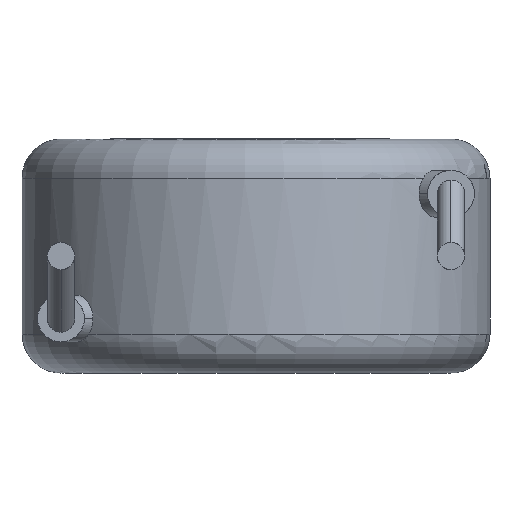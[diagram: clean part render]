
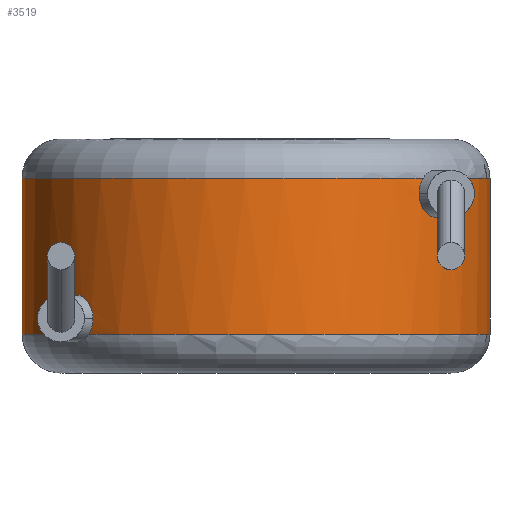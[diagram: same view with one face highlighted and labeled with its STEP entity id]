
A CAD part, front view. The second image highlights one B-rep face of the part: STEP entity #3519.
In plain terms, the highlighted cylindrical face has radius 6 mm (diameter 12 mm), a partial arc.
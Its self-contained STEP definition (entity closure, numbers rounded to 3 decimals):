
#44 = B_SPLINE_CURVE_WITH_KNOTS ( 'NONE', 3,
 ( #1748, #1445, #565, #226, #1766, #892, #877, #2080, #522, #2645 ),
 .UNSPECIFIED., .F., .F.,
 ( 4, 2, 2, 2, 4 ),
 ( 0.002, 0.002, 0.003, 0.003, 0.004 ),
 .UNSPECIFIED. ) ;
#62 = CARTESIAN_POINT ( 'NONE',  ( -4.787, -3.618, 1.934 ) ) ;
#65 = VERTEX_POINT ( 'NONE', #3600 ) ;
#95 = DIRECTION ( 'NONE',  ( 0., 0., 1. ) ) ;
#129 = DIRECTION ( 'NONE',  ( 0., 0., -1. ) ) ;
#165 = CARTESIAN_POINT ( 'NONE',  ( 4.866, -3.51, 5. ) ) ;
#181 = CARTESIAN_POINT ( 'NONE',  ( -4.18, -4.304, 1.255 ) ) ;
#226 = CARTESIAN_POINT ( 'NONE',  ( 4.787, -3.618, 4.066 ) ) ;
#244 = VECTOR ( 'NONE', #1863, 1000. ) ;
#264 = VERTEX_POINT ( 'NONE', #1471 ) ;
#311 = VERTEX_POINT ( 'NONE', #2780 ) ;
#370 = EDGE_CURVE ( 'NONE', #65, #3102, #3699, .T. ) ;
#382 = CARTESIAN_POINT ( 'NONE',  ( -6., 0., 6. ) ) ;
#403 = LINE ( 'NONE', #382, #244 ) ;
#415 = VERTEX_POINT ( 'NONE', #3122 ) ;
#518 = ORIENTED_EDGE ( 'NONE', *, *, #688, .T. ) ;
#520 = ORIENTED_EDGE ( 'NONE', *, *, #2076, .T. ) ;
#522 = CARTESIAN_POINT ( 'NONE',  ( 4.18, -4.304, 4.441 ) ) ;
#523 = CYLINDRICAL_SURFACE ( 'NONE', #685, 6. ) ;
#542 = CARTESIAN_POINT ( 'NONE',  ( 4.18, -4.304, 4.6 ) ) ;
#565 = CARTESIAN_POINT ( 'NONE',  ( 4.919, -3.438, 4.286 ) ) ;
#572 = CARTESIAN_POINT ( 'NONE',  ( 6., 0., 6. ) ) ;
#630 = CARTESIAN_POINT ( 'NONE',  ( -4.866, -3.51, 1. ) ) ;
#666 = ORIENTED_EDGE ( 'NONE', *, *, #3753, .T. ) ;
#685 = AXIS2_PLACEMENT_3D ( 'NONE', #1427, #3802, #2023 ) ;
#688 = EDGE_CURVE ( 'NONE', #940, #2035, #905, .T. ) ;
#718 = ORIENTED_EDGE ( 'NONE', *, *, #2430, .T. ) ;
#728 = CARTESIAN_POINT ( 'NONE',  ( -4.956, -3.383, 1.4 ) ) ;
#742 = CARTESIAN_POINT ( 'NONE',  ( 4.918, -3.438, 4.883 ) ) ;
#799 = CARTESIAN_POINT ( 'NONE',  ( 4.956, -3.383, 4.6 ) ) ;
#814 = DIRECTION ( 'NONE',  ( 0., 0., -1. ) ) ;
#877 = CARTESIAN_POINT ( 'NONE',  ( 4.383, -4.099, 4.064 ) ) ;
#892 = CARTESIAN_POINT ( 'NONE',  ( 4.489, -3.985, 3.999 ) ) ;
#905 = CIRCLE ( 'NONE', #1417, 6. ) ;
#940 = VERTEX_POINT ( 'NONE', #3251 ) ;
#962 = CARTESIAN_POINT ( 'NONE',  ( 0., 0., 1. ) ) ;
#978 = CARTESIAN_POINT ( 'NONE',  ( 0., 0., 1. ) ) ;
#1004 = VERTEX_POINT ( 'NONE', #542 ) ;
#1010 = EDGE_CURVE ( 'NONE', #415, #1004, #44, .T. ) ;
#1022 = CARTESIAN_POINT ( 'NONE',  ( -4.18, -4.304, 1.4 ) ) ;
#1055 = B_SPLINE_CURVE_WITH_KNOTS ( 'NONE', 3,
 ( #3061, #1563, #2817, #2775, #1922, #3117 ),
 .UNSPECIFIED., .F., .F.,
 ( 4, 2, 4 ),
 ( 0., 0., 0. ),
 .UNSPECIFIED. ) ;
#1106 = CARTESIAN_POINT ( 'NONE',  ( -4.924, -3.429, 1.109 ) ) ;
#1122 = FACE_OUTER_BOUND ( 'NONE', #2901, .T. ) ;
#1145 = CARTESIAN_POINT ( 'NONE',  ( -4.956, -3.383, 1.4 ) ) ;
#1220 = CARTESIAN_POINT ( 'NONE',  ( 4.289, -4.196, 5. ) ) ;
#1239 = ORIENTED_EDGE ( 'NONE', *, *, #2652, .F. ) ;
#1243 = B_SPLINE_CURVE_WITH_KNOTS ( 'NONE', 3,
 ( #165, #3483, #742, #3774, #2289, #799 ),
 .UNSPECIFIED., .F., .F.,
 ( 4, 2, 4 ),
 ( 0.001, 0.002, 0.002 ),
 .UNSPECIFIED. ) ;
#1253 = ORIENTED_EDGE ( 'NONE', *, *, #1010, .T. ) ;
#1315 = AXIS2_PLACEMENT_3D ( 'NONE', #3077, #129, #1558 ) ;
#1319 = CARTESIAN_POINT ( 'NONE',  ( -4.227, -4.259, 1.714 ) ) ;
#1324 = EDGE_CURVE ( 'NONE', #311, #1964, #2097, .T. ) ;
#1333 = CARTESIAN_POINT ( 'NONE',  ( 6., 0., 5. ) ) ;
#1339 = B_SPLINE_CURVE_WITH_KNOTS ( 'NONE', 3,
 ( #3533, #181, #2566, #2861 ),
 .UNSPECIFIED., .F., .F.,
 ( 4, 4 ),
 ( 0.002, 0.003 ),
 .UNSPECIFIED. ) ;
#1396 = ORIENTED_EDGE ( 'NONE', *, *, #370, .T. ) ;
#1417 = AXIS2_PLACEMENT_3D ( 'NONE', #978, #95, #3060 ) ;
#1427 = CARTESIAN_POINT ( 'NONE',  ( 0., 0., 6. ) ) ;
#1428 = EDGE_CURVE ( 'NONE', #1964, #65, #3357, .T. ) ;
#1445 = CARTESIAN_POINT ( 'NONE',  ( 4.956, -3.383, 4.443 ) ) ;
#1471 = CARTESIAN_POINT ( 'NONE',  ( 4.866, -3.51, 5. ) ) ;
#1488 = CARTESIAN_POINT ( 'NONE',  ( 0., 0., 5. ) ) ;
#1490 = CARTESIAN_POINT ( 'NONE',  ( -4.956, -3.383, 1.254 ) ) ;
#1550 = CARTESIAN_POINT ( 'NONE',  ( -4.956, -3.383, 1.558 ) ) ;
#1552 = VECTOR ( 'NONE', #814, 1000. ) ;
#1558 = DIRECTION ( 'NONE',  ( 1., 0., 0. ) ) ;
#1563 = CARTESIAN_POINT ( 'NONE',  ( 4.18, -4.304, 4.674 ) ) ;
#1590 = DIRECTION ( 'NONE',  ( 1., 0., 0. ) ) ;
#1682 = CIRCLE ( 'NONE', #3682, 6. ) ;
#1748 = CARTESIAN_POINT ( 'NONE',  ( 4.956, -3.383, 4.6 ) ) ;
#1766 = CARTESIAN_POINT ( 'NONE',  ( 4.693, -3.742, 4.001 ) ) ;
#1772 = CARTESIAN_POINT ( 'NONE',  ( -4.866, -3.51, 1. ) ) ;
#1826 = DIRECTION ( 'NONE',  ( 0., 0., -1. ) ) ;
#1863 = DIRECTION ( 'NONE',  ( 0., 0., -1. ) ) ;
#1919 = ORIENTED_EDGE ( 'NONE', *, *, #1428, .T. ) ;
#1922 = CARTESIAN_POINT ( 'NONE',  ( 4.254, -4.231, 4.946 ) ) ;
#1964 = VERTEX_POINT ( 'NONE', #630 ) ;
#1982 = ORIENTED_EDGE ( 'NONE', *, *, #1324, .T. ) ;
#2023 = DIRECTION ( 'NONE',  ( -1., 0., 0. ) ) ;
#2035 = VERTEX_POINT ( 'NONE', #3675 ) ;
#2045 = CARTESIAN_POINT ( 'NONE',  ( -4.18, -4.304, 1.4 ) ) ;
#2071 = ORIENTED_EDGE ( 'NONE', *, *, #3390, .T. ) ;
#2076 = EDGE_CURVE ( 'NONE', #3102, #940, #1339, .T. ) ;
#2080 = CARTESIAN_POINT ( 'NONE',  ( 4.228, -4.259, 4.285 ) ) ;
#2097 = CIRCLE ( 'NONE', #2553, 6. ) ;
#2157 = CARTESIAN_POINT ( 'NONE',  ( -4.489, -3.984, 2. ) ) ;
#2264 = VERTEX_POINT ( 'NONE', #1333 ) ;
#2289 = CARTESIAN_POINT ( 'NONE',  ( 4.956, -3.383, 4.673 ) ) ;
#2359 = DIRECTION ( 'NONE',  ( 1., 0., 0. ) ) ;
#2378 = ORIENTED_EDGE ( 'NONE', *, *, #3334, .T. ) ;
#2430 = EDGE_CURVE ( 'NONE', #2264, #264, #1682, .T. ) ;
#2466 = DIRECTION ( 'NONE',  ( 0., 0., 1. ) ) ;
#2480 = CARTESIAN_POINT ( 'NONE',  ( -4.692, -3.743, 2. ) ) ;
#2542 = ORIENTED_EDGE ( 'NONE', *, *, #3856, .T. ) ;
#2553 = AXIS2_PLACEMENT_3D ( 'NONE', #962, #2466, #1590 ) ;
#2566 = CARTESIAN_POINT ( 'NONE',  ( -4.22, -4.266, 1.11 ) ) ;
#2645 = CARTESIAN_POINT ( 'NONE',  ( 4.18, -4.304, 4.6 ) ) ;
#2652 = EDGE_CURVE ( 'NONE', #2264, #2035, #3476, .T. ) ;
#2758 = CARTESIAN_POINT ( 'NONE',  ( -4.918, -3.438, 1.714 ) ) ;
#2775 = CARTESIAN_POINT ( 'NONE',  ( 4.227, -4.258, 4.883 ) ) ;
#2780 = CARTESIAN_POINT ( 'NONE',  ( -6., 0., 1. ) ) ;
#2817 = CARTESIAN_POINT ( 'NONE',  ( 4.19, -4.295, 4.746 ) ) ;
#2820 = CARTESIAN_POINT ( 'NONE',  ( -4.383, -4.099, 1.936 ) ) ;
#2861 = CARTESIAN_POINT ( 'NONE',  ( -4.289, -4.196, 1. ) ) ;
#2901 = EDGE_LOOP ( 'NONE', ( #1239, #718, #2542, #1253, #2071, #666, #2378, #1982, #1919, #1396, #520, #518 ) ) ;
#2988 = VERTEX_POINT ( 'NONE', #1220 ) ;
#3060 = DIRECTION ( 'NONE',  ( 1., 0., 0. ) ) ;
#3061 = CARTESIAN_POINT ( 'NONE',  ( 4.18, -4.304, 4.6 ) ) ;
#3077 = CARTESIAN_POINT ( 'NONE',  ( 0., 0., 5. ) ) ;
#3083 = VERTEX_POINT ( 'NONE', #3411 ) ;
#3102 = VERTEX_POINT ( 'NONE', #2045 ) ;
#3117 = CARTESIAN_POINT ( 'NONE',  ( 4.289, -4.196, 5. ) ) ;
#3122 = CARTESIAN_POINT ( 'NONE',  ( 4.956, -3.383, 4.6 ) ) ;
#3251 = CARTESIAN_POINT ( 'NONE',  ( -4.289, -4.196, 1. ) ) ;
#3334 = EDGE_CURVE ( 'NONE', #3083, #311, #403, .T. ) ;
#3357 = B_SPLINE_CURVE_WITH_KNOTS ( 'NONE', 3,
 ( #1772, #1106, #1490, #1145 ),
 .UNSPECIFIED., .F., .F.,
 ( 4, 4 ),
 ( 0., 0. ),
 .UNSPECIFIED. ) ;
#3390 = EDGE_CURVE ( 'NONE', #1004, #2988, #1055, .T. ) ;
#3411 = CARTESIAN_POINT ( 'NONE',  ( -6., 0., 5. ) ) ;
#3437 = CIRCLE ( 'NONE', #1315, 6. ) ;
#3476 = LINE ( 'NONE', #572, #1552 ) ;
#3483 = CARTESIAN_POINT ( 'NONE',  ( 4.895, -3.47, 4.946 ) ) ;
#3519 = ADVANCED_FACE ( 'NONE', ( #1122 ), #523, .T. ) ;
#3533 = CARTESIAN_POINT ( 'NONE',  ( -4.18, -4.304, 1.4 ) ) ;
#3600 = CARTESIAN_POINT ( 'NONE',  ( -4.956, -3.383, 1.4 ) ) ;
#3675 = CARTESIAN_POINT ( 'NONE',  ( 6., 0., 1. ) ) ;
#3682 = AXIS2_PLACEMENT_3D ( 'NONE', #1488, #1826, #2359 ) ;
#3693 = CARTESIAN_POINT ( 'NONE',  ( -4.18, -4.304, 1.557 ) ) ;
#3699 = B_SPLINE_CURVE_WITH_KNOTS ( 'NONE', 3,
 ( #728, #1550, #2758, #62, #2480, #2157, #2820, #1319, #3693, #1022 ),
 .UNSPECIFIED., .F., .F.,
 ( 4, 2, 2, 2, 4 ),
 ( 0., 0.001, 0.001, 0.002, 0.002 ),
 .UNSPECIFIED. ) ;
#3753 = EDGE_CURVE ( 'NONE', #2988, #3083, #3437, .T. ) ;
#3774 = CARTESIAN_POINT ( 'NONE',  ( 4.948, -3.394, 4.746 ) ) ;
#3802 = DIRECTION ( 'NONE',  ( 0., 0., -1. ) ) ;
#3856 = EDGE_CURVE ( 'NONE', #264, #415, #1243, .T. ) ;
